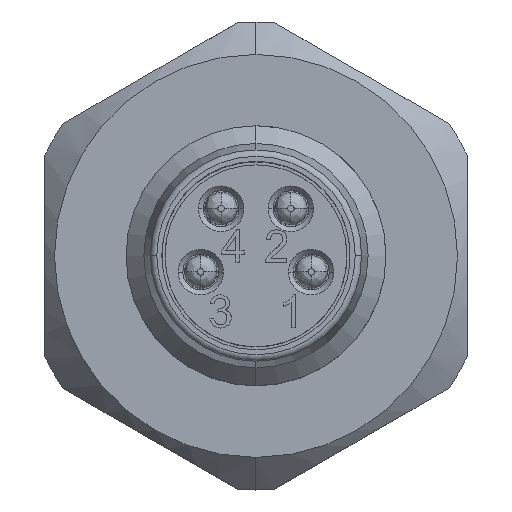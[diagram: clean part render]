
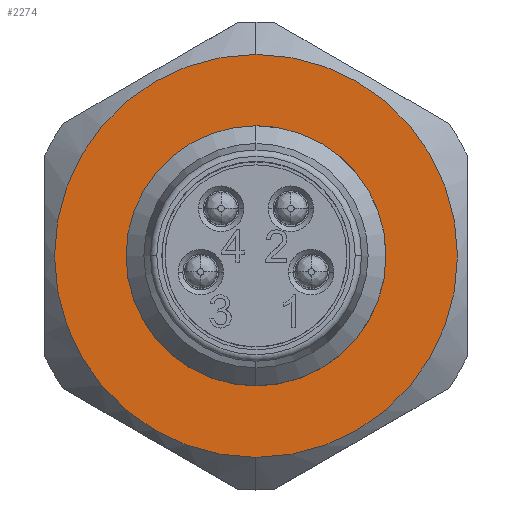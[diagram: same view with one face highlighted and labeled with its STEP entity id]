
A CAD part, top view. The second image highlights one B-rep face of the part: STEP entity #2274.
In plain terms, the highlighted planar face has unit normal (0, 0, 1).
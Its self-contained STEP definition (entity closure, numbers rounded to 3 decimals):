
#2183=AXIS2_PLACEMENT_3D('Circle Axis2P3D',#2181,#2182,$) ;
#2250=AXIS2_PLACEMENT_3D('Plane Axis2P3D',#2247,#2248,#2249) ;
#2254=AXIS2_PLACEMENT_3D('Circle Axis2P3D',#2252,#2253,$) ;
#2263=AXIS2_PLACEMENT_3D('Circle Axis2P3D',#2261,#2262,$) ;
#2178=CARTESIAN_POINT('Vertex',(6.5,11.2,16.)) ;
#2181=CARTESIAN_POINT('Axis2P3D Location',(6.5,7.2,16.)) ;
#2185=CARTESIAN_POINT('Vertex',(6.5,3.2,16.)) ;
#2206=CARTESIAN_POINT('Control Point',(6.5,3.2,16.)) ;
#2207=CARTESIAN_POINT('Control Point',(7.128,3.2,16.)) ;
#2208=CARTESIAN_POINT('Control Point',(7.757,3.323,16.)) ;
#2209=CARTESIAN_POINT('Control Point',(8.353,3.57,16.)) ;
#2210=CARTESIAN_POINT('Control Point',(9.416,4.284,16.)) ;
#2211=CARTESIAN_POINT('Control Point',(10.13,5.347,16.)) ;
#2212=CARTESIAN_POINT('Control Point',(10.377,5.943,16.)) ;
#2213=CARTESIAN_POINT('Control Point',(10.623,7.2,16.)) ;
#2214=CARTESIAN_POINT('Control Point',(10.377,8.457,16.)) ;
#2215=CARTESIAN_POINT('Control Point',(10.13,9.053,16.)) ;
#2216=CARTESIAN_POINT('Control Point',(9.416,10.116,16.)) ;
#2217=CARTESIAN_POINT('Control Point',(8.353,10.83,16.)) ;
#2218=CARTESIAN_POINT('Control Point',(7.757,11.077,16.)) ;
#2219=CARTESIAN_POINT('Control Point',(7.128,11.2,16.)) ;
#2220=CARTESIAN_POINT('Control Point',(6.5,11.2,16.)) ;
#2247=CARTESIAN_POINT('Axis2P3D Location',(6.5,12.3,16.)) ;
#2252=CARTESIAN_POINT('Axis2P3D Location',(6.5,7.2,16.)) ;
#2256=CARTESIAN_POINT('Vertex',(6.5,13.4,16.)) ;
#2258=CARTESIAN_POINT('Vertex',(6.5,1.,16.)) ;
#2261=CARTESIAN_POINT('Axis2P3D Location',(6.5,7.2,16.)) ;
#2182=DIRECTION('Axis2P3D Direction',(0.,0.,1.)) ;
#2248=DIRECTION('Axis2P3D Direction',(0.,0.,1.)) ;
#2249=DIRECTION('Axis2P3D XDirection',(-1.,0.,0.)) ;
#2253=DIRECTION('Axis2P3D Direction',(0.,0.,1.)) ;
#2262=DIRECTION('Axis2P3D Direction',(0.,0.,1.)) ;
#2267=ORIENTED_EDGE('',*,*,#2260,.T.) ;
#2268=ORIENTED_EDGE('',*,*,#2265,.T.) ;
#2271=ORIENTED_EDGE('',*,*,#2221,.F.) ;
#2272=ORIENTED_EDGE('',*,*,#2187,.F.) ;
#2273=FACE_BOUND('',#2270,.T.) ;
#2274=ADVANCED_FACE('V1',(#2269,#2273),#2251,.T.) ;
#2205=B_SPLINE_CURVE_WITH_KNOTS('',5,(#2206,#2207,#2208,#2209,#2210,#2211,#2212,#2213,#2214,#2215,#2216,#2217,#2218,#2219,#2220),.UNSPECIFIED.,.F.,.U.,(6,3,3,3,6),(-6.283,-3.142,0.,3.142,6.283),.UNSPECIFIED.) ;
#2184=CIRCLE('generated circle',#2183,4.) ;
#2255=CIRCLE('generated circle',#2254,6.2) ;
#2264=CIRCLE('generated circle',#2263,6.2) ;
#2187=EDGE_CURVE('',#2179,#2186,#2184,.T.) ;
#2221=EDGE_CURVE('',#2186,#2179,#2205,.T.) ;
#2260=EDGE_CURVE('',#2257,#2259,#2255,.T.) ;
#2265=EDGE_CURVE('',#2259,#2257,#2264,.T.) ;
#2266=EDGE_LOOP('',(#2267,#2268)) ;
#2270=EDGE_LOOP('',(#2271,#2272)) ;
#2269=FACE_OUTER_BOUND('',#2266,.T.) ;
#2251=PLANE('',#2250) ;
#2179=VERTEX_POINT('',#2178) ;
#2186=VERTEX_POINT('',#2185) ;
#2257=VERTEX_POINT('',#2256) ;
#2259=VERTEX_POINT('',#2258) ;
